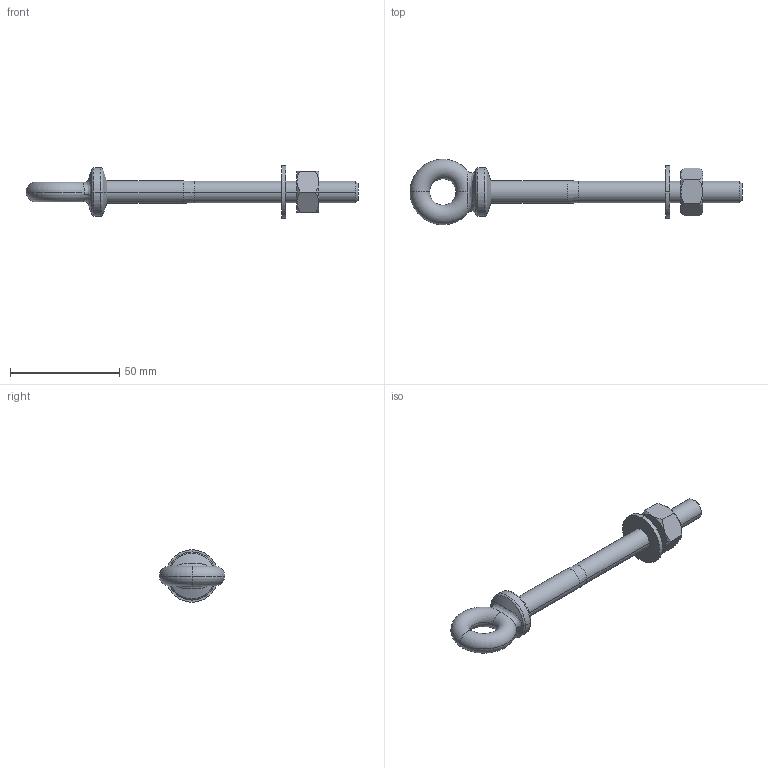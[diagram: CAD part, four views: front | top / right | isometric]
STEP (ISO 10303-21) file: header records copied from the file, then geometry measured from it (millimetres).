
FILE_DESCRIPTION (( 'STEP AP203' ), '1' );
FILE_NAME ('T42600.STEP', '2018-07-24T09:12:35', ( '' ), ( '' ), 'SwSTEP 2.0', 'SolidWorks 2016', '' );
FILE_SCHEMA (( 'CONFIG_CONTROL_DESIGN' ));
Length unit declared in the file: millimetre
Products named in the file (1): T42600
Bounding box: 152 x 29.94 x 24 mm (x, y, z)
Volume: 19010.6 mm3; surface area: 8041.4 mm2
Topology: 2 solids, 2 shells, 45 faces, 100 edges, 59 vertices
Faces by surface type: cylinder 12, plane 11, cone 10, torus 8, bspline 2, sphere 2
Entity records: 1869 total; most frequent: CARTESIAN_POINT 803, DIRECTION 216, ORIENTED_EDGE 200, EDGE_CURVE 100, AXIS2_PLACEMENT_3D 94, VERTEX_POINT 59, CIRCLE 50, EDGE_LOOP 49
